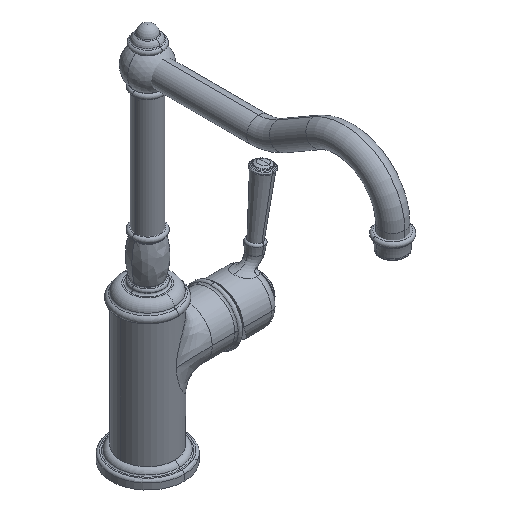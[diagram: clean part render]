
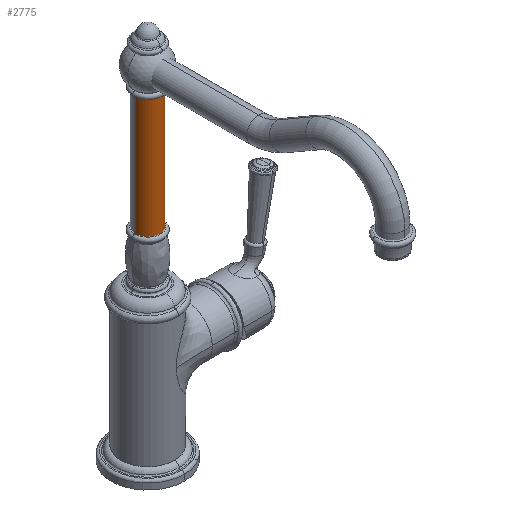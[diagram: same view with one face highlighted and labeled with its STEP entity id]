
A CAD part, isometric view. The second image highlights one B-rep face of the part: STEP entity #2775.
In plain terms, the highlighted cylindrical face has radius 10 mm (diameter 20 mm), a partial arc.
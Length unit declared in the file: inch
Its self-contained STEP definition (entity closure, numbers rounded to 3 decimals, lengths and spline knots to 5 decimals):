
#363 = DIRECTION ( 'NONE',  ( 1., 0., 0. ) ) ;
#1343 = CARTESIAN_POINT ( 'NONE',  ( -0.3937, 0., 0. ) ) ;
#1439 = CARTESIAN_POINT ( 'NONE',  ( -0.3937, 0., 0. ) ) ;
#1546 = CARTESIAN_POINT ( 'NONE',  ( 0., 0., 0. ) ) ;
#1623 = LINE ( 'NONE', #6227, #7991 ) ;
#1717 = ORIENTED_EDGE ( 'NONE', *, *, #7592, .T. ) ;
#2410 = EDGE_LOOP ( 'NONE', ( #15494, #11256, #7257, #1717 ) ) ;
#2658 = CARTESIAN_POINT ( 'NONE',  ( 0., 4.01575, 0. ) ) ;
#2775 = ADVANCED_FACE ( 'NONE', ( #10547 ), #12571, .T. ) ;
#3170 = LINE ( 'NONE', #1439, #8407 ) ;
#3270 = CARTESIAN_POINT ( 'NONE',  ( 0.3937, 4.01575, 0. ) ) ;
#3474 = VERTEX_POINT ( 'NONE', #3270 ) ;
#3938 = CARTESIAN_POINT ( 'NONE',  ( -0.3937, 4.01575, 0. ) ) ;
#3945 = CIRCLE ( 'NONE', #11011, 0.3937 ) ;
#4207 = DIRECTION ( 'NONE',  ( 0., 1., 0. ) ) ;
#4846 = VERTEX_POINT ( 'NONE', #6974 ) ;
#5250 = DIRECTION ( 'NONE',  ( 0., 1., 0. ) ) ;
#6227 = CARTESIAN_POINT ( 'NONE',  ( 0.3937, 0., 0. ) ) ;
#6323 = CARTESIAN_POINT ( 'NONE',  ( 0., 0., 0. ) ) ;
#6379 = EDGE_CURVE ( 'NONE', #3474, #14861, #3945, .T. ) ;
#6974 = CARTESIAN_POINT ( 'NONE',  ( 0.3937, 0., 0. ) ) ;
#7257 = ORIENTED_EDGE ( 'NONE', *, *, #13109, .F. ) ;
#7592 = EDGE_CURVE ( 'NONE', #4846, #7993, #14413, .T. ) ;
#7706 = EDGE_CURVE ( 'NONE', #7993, #14861, #3170, .T. ) ;
#7991 = VECTOR ( 'NONE', #4207, 39.37008 ) ;
#7993 = VERTEX_POINT ( 'NONE', #1343 ) ;
#8407 = VECTOR ( 'NONE', #14620, 39.37008 ) ;
#9755 = DIRECTION ( 'NONE',  ( 1., 0., 0. ) ) ;
#10547 = FACE_OUTER_BOUND ( 'NONE', #2410, .T. ) ;
#10818 = DIRECTION ( 'NONE',  ( 1., 0., 0. ) ) ;
#11011 = AXIS2_PLACEMENT_3D ( 'NONE', #2658, #14870, #10818 ) ;
#11256 = ORIENTED_EDGE ( 'NONE', *, *, #6379, .F. ) ;
#12022 = DIRECTION ( 'NONE',  ( 0., 1., 0. ) ) ;
#12513 = AXIS2_PLACEMENT_3D ( 'NONE', #1546, #12022, #9755 ) ;
#12571 = CYLINDRICAL_SURFACE ( 'NONE', #12775, 0.3937 ) ;
#12775 = AXIS2_PLACEMENT_3D ( 'NONE', #6323, #5250, #363 ) ;
#13109 = EDGE_CURVE ( 'NONE', #4846, #3474, #1623, .T. ) ;
#14413 = CIRCLE ( 'NONE', #12513, 0.3937 ) ;
#14620 = DIRECTION ( 'NONE',  ( 0., 1., 0. ) ) ;
#14861 = VERTEX_POINT ( 'NONE', #3938 ) ;
#14870 = DIRECTION ( 'NONE',  ( 0., 1., 0. ) ) ;
#15494 = ORIENTED_EDGE ( 'NONE', *, *, #7706, .T. ) ;
